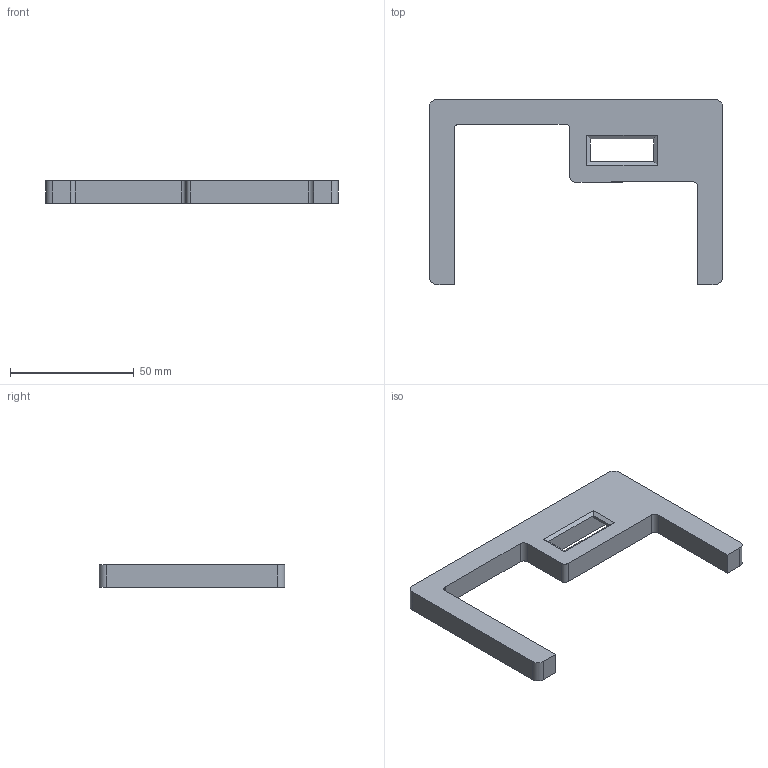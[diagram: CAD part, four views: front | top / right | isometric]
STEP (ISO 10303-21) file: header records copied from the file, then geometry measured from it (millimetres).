
FILE_DESCRIPTION(/* description */ (''),/* implementation_level */ '2;1');
FILE_NAME(/* name */ 'overlay.step',/* time_stamp */ '2025-10-21T21:28:05+08:00',/* author */ (''),/* organization */ (''),/* preprocessor_version */ 'ST-DEVELOPER v20.1',/* originating_system */ 'Autodesk Translation Framework v14.17.0.0',/* authorisation */ '');
FILE_SCHEMA (('AUTOMOTIVE_DESIGN { 1 0 10303 214 3 1 1 }'));
Length unit declared in the file: millimetre
Products named in the file (2): again; overlay
Assembly tree (1 placements, depth 2):
  again
    overlay
Bounding box: 118.5 x 75 x 9 mm (x, y, z)
Volume: 29293.9 mm3; surface area: 12462.7 mm2
Topology: 1 solids, 1 shells, 40 faces, 98 edges, 64 vertices
Faces by surface type: plane 28, cylinder 12
Full cylindrical faces by diameter (mm): 2.529 x4
Entity records: 1259 total; most frequent: DIRECTION 208, CARTESIAN_POINT 205, ORIENTED_EDGE 196, EDGE_CURVE 98, LINE 74, VECTOR 74, AXIS2_PLACEMENT_3D 67, VERTEX_POINT 64
